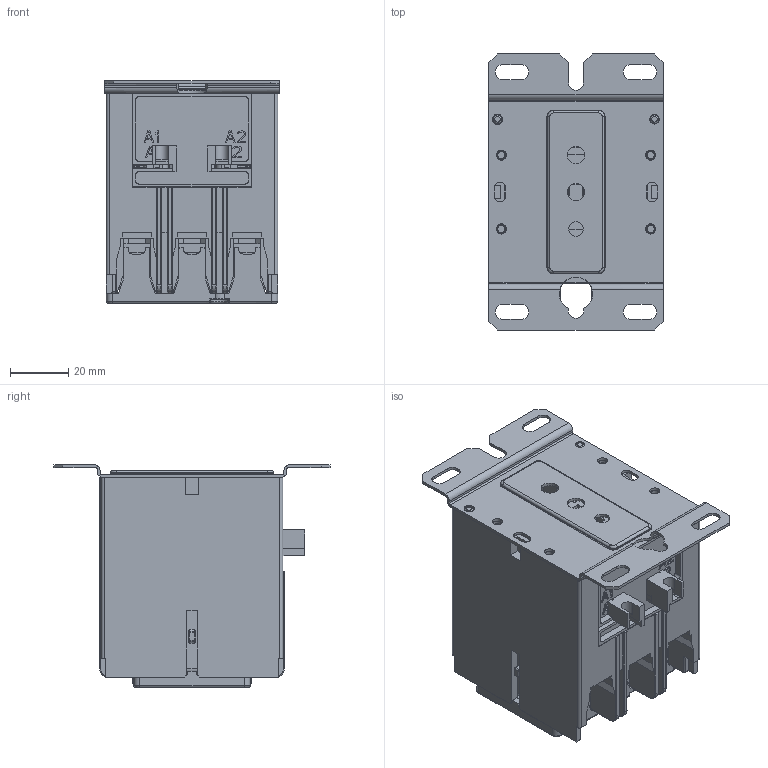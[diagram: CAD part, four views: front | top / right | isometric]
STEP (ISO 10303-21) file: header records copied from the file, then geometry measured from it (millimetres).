
FILE_DESCRIPTION((''),'2;1');
FILE_NAME('2HC_401_1004_ASM','2021-06-11T',('LESTER'),(''),'PRO/ENGINEER BY PARAMETRIC TECHNOLOGY CORPORATION, 2017170','PRO/ENGINEER BY PARAMETRIC TECHNOLOGY CORPORATION, 2017170','');
FILE_SCHEMA(('CONFIG_CONTROL_DESIGN'));
Products named in the file (14): 8HC_024_1002; 5HC_024_1000_1-4_ASM; 8HC_104_1002; 5HC_104_1002_1-4_ASM; 8HC_732_1002; GT_T6109_9_3P; 8HC_862_1002; 5HC_520_1002_1-16_ASM; 8HC_325_1000; 8HC_325_1001; 5HC_520_1003_1-16_ASM; 8HC_062_1001; 8HC_315_1002; 2HC_401_1004_ASM
Assembly tree (13 placements, depth 4):
  2HC_401_1004_ASM
    5HC_024_1000_1-4_ASM
      8HC_024_1002
    5HC_104_1002_1-4_ASM
      8HC_104_1002
    5HC_520_1003_1-16_ASM
      5HC_520_1002_1-16_ASM
        8HC_732_1002
        GT_T6109_9_3P
        8HC_862_1002
      8HC_325_1000
      8HC_325_1001
    8HC_062_1001
    8HC_315_1002
Bounding box: 60 x 95 x 76.5 mm (x, y, z)
Surface area: 101729.4 mm2 (no closed solid volume)
Topology: 0 solids, 9 shells, 2805 faces, 7586 edges, 4858 vertices
Faces by surface type: plane 1791, cylinder 765, torus 143, cone 46, sphere 31, bspline 29
Entity records: 89126 total; most frequent: CARTESIAN_POINT 17426, ORIENTED_EDGE 15164, DIRECTION 14587, EDGE_CURVE 7582, VECTOR 5815, LINE 5815, VERTEX_POINT 4858, AXIS2_PLACEMENT_3D 4386
